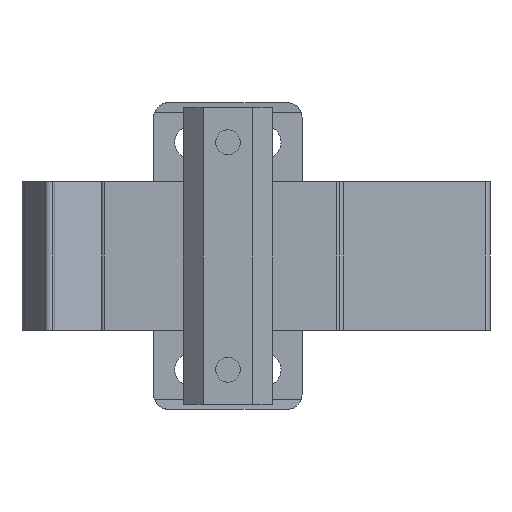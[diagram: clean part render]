
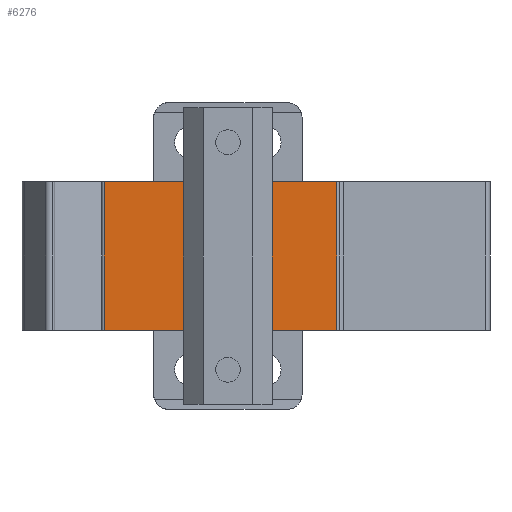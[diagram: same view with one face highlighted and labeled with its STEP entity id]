
A CAD part, front view. The second image highlights one B-rep face of the part: STEP entity #6276.
In plain terms, the highlighted planar face has unit normal (0, -1, 0).
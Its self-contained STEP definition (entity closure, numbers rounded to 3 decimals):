
#140 = EDGE_LOOP ( 'NONE', ( #232, #233, #234, #235 ) ) ;
#232 = ORIENTED_EDGE ( 'NONE', *, *, #5864, .T. ) ;
#233 = ORIENTED_EDGE ( 'NONE', *, *, #5885, .F. ) ;
#234 = ORIENTED_EDGE ( 'NONE', *, *, #5235, .F. ) ;
#235 = ORIENTED_EDGE ( 'NONE', *, *, #5778, .T. ) ;
#584 = DIRECTION ( 'NONE',  ( 1., 0., 0. ) ) ;
#898 = DIRECTION ( 'NONE',  ( 0., 0., 1. ) ) ;
#899 = DIRECTION ( 'NONE',  ( 0., 1., 0. ) ) ;
#901 = PLANE ( 'NONE',  #4106 ) ;
#910 = CARTESIAN_POINT ( 'NONE',  ( -23.76, -7.943, 15. ) ) ;
#1127 = LINE ( 'NONE', #3690, #1176 ) ;
#1141 = VECTOR ( 'NONE', #3611, 1000. ) ;
#1143 = LINE ( 'NONE', #3613, #1141 ) ;
#1176 = VECTOR ( 'NONE', #3689, 1000. ) ;
#1428 = VECTOR ( 'NONE', #584, 1000. ) ;
#1430 = LINE ( 'NONE', #2669, #1428 ) ;
#2588 = VECTOR ( 'NONE', #4186, 1000. ) ;
#2590 = LINE ( 'NONE', #4187, #2588 ) ;
#2669 = CARTESIAN_POINT ( 'NONE',  ( -23.76, -7.943, 15. ) ) ;
#2735 = CARTESIAN_POINT ( 'NONE',  ( 23.24, -7.943, 15. ) ) ;
#2811 = CARTESIAN_POINT ( 'NONE',  ( -23.76, -7.943, 15. ) ) ;
#3121 = CARTESIAN_POINT ( 'NONE',  ( -23.76, -7.943, -15. ) ) ;
#3196 = CARTESIAN_POINT ( 'NONE',  ( 23.24, -7.943, -15. ) ) ;
#3611 = DIRECTION ( 'NONE',  ( 0., 0., -1. ) ) ;
#3613 = CARTESIAN_POINT ( 'NONE',  ( 23.24, -7.943, 15. ) ) ;
#3689 = DIRECTION ( 'NONE',  ( 1., 0., 0. ) ) ;
#3690 = CARTESIAN_POINT ( 'NONE',  ( -23.76, -7.943, -15. ) ) ;
#4106 = AXIS2_PLACEMENT_3D ( 'NONE', #910, #899, #898 ) ;
#4186 = DIRECTION ( 'NONE',  ( 0., 0., -1. ) ) ;
#4187 = CARTESIAN_POINT ( 'NONE',  ( -23.76, -7.943, 15. ) ) ;
#4499 = VERTEX_POINT ( 'NONE', #3121 ) ;
#4564 = VERTEX_POINT ( 'NONE', #3196 ) ;
#4676 = VERTEX_POINT ( 'NONE', #2811 ) ;
#4789 = VERTEX_POINT ( 'NONE', #2735 ) ;
#5235 = EDGE_CURVE ( 'NONE', #4676, #4789, #1430, .T. ) ;
#5357 = FACE_OUTER_BOUND ( 'NONE', #140, .T. ) ;
#5778 = EDGE_CURVE ( 'NONE', #4676, #4499, #2590, .T. ) ;
#5864 = EDGE_CURVE ( 'NONE', #4499, #4564, #1127, .T. ) ;
#5885 = EDGE_CURVE ( 'NONE', #4789, #4564, #1143, .T. ) ;
#6276 = ADVANCED_FACE ( 'NONE', ( #5357 ), #901, .F. ) ;
